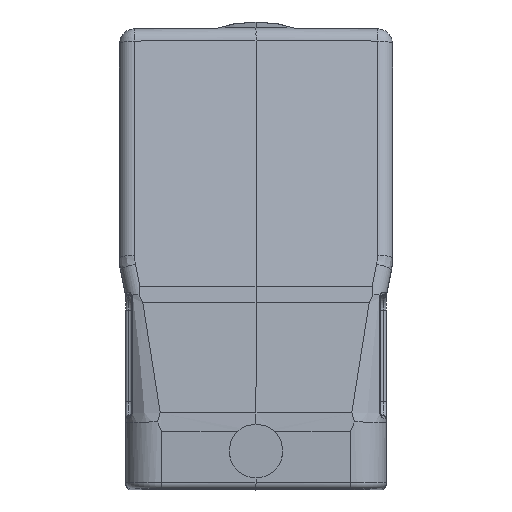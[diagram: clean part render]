
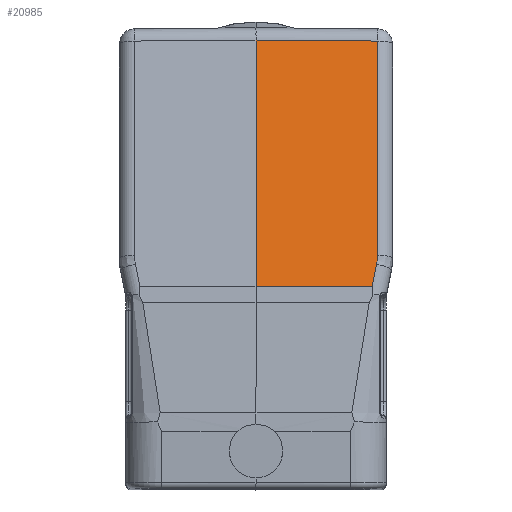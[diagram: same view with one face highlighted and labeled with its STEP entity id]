
A CAD part, top view. The second image highlights one B-rep face of the part: STEP entity #20985.
In plain terms, the highlighted planar face has unit normal (0.009, 0.19, 0.982).
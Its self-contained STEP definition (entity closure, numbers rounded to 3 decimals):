
#4664=DIRECTION('',(1.,-0.009,-0.007));
#4665=VECTOR('',#4664,20.023);
#4666=CARTESIAN_POINT('',(0.,19.39,49.891));
#4667=LINE('',#4666,#4665);
#4668=CARTESIAN_POINT('',(20.022,-16.12,56.573));
#4669=CARTESIAN_POINT('',(20.022,-16.614,56.669));
#4670=CARTESIAN_POINT('',(19.973,-17.107,56.764));
#4671=CARTESIAN_POINT('',(19.876,-17.591,56.859));
#4673=DIRECTION('',(-0.193,-0.963,0.188));
#4674=VECTOR('',#4673,3.79);
#4675=CARTESIAN_POINT('',(19.876,-17.591,56.859));
#4676=LINE('',#4675,#4674);
#4677=DIRECTION('',(-1.,0.,0.009));
#4678=VECTOR('',#4677,19.147);
#4679=CARTESIAN_POINT('',(19.146,-21.241,57.57));
#4680=LINE('',#4679,#4678);
#4698=DIRECTION('',(0.,-0.982,0.19));
#4699=VECTOR('',#4698,41.382);
#4700=CARTESIAN_POINT('',(0.,19.39,49.891));
#4701=LINE('',#4700,#4699);
#5463=DIRECTION('',(0.,0.982,-0.19));
#5464=VECTOR('',#5463,35.988);
#5465=CARTESIAN_POINT('',(20.022,-16.12,56.573));
#5466=LINE('',#5465,#5464);
#10139=CARTESIAN_POINT('',(19.876,-17.591,
56.859));
#10140=CARTESIAN_POINT('',(19.146,-21.241,
57.57));
#10141=VERTEX_POINT('',#10139);
#10142=VERTEX_POINT('',#10140);
#10144=CARTESIAN_POINT('',(0.,19.39,
49.891));
#10145=CARTESIAN_POINT('',(0.,-21.241,
57.74));
#10146=VERTEX_POINT('',#10144);
#10147=VERTEX_POINT('',#10145);
#10148=CARTESIAN_POINT('',(20.022,19.215,49.747));
#10149=VERTEX_POINT('',#10148);
#10150=CARTESIAN_POINT('',(20.022,-16.12,
56.573));
#10151=VERTEX_POINT('',#10150);
#20967=CARTESIAN_POINT('',(0.,-22.585,58.));
#20968=DIRECTION('',(0.009,0.19,0.982));
#20969=DIRECTION('',(0.,-0.982,0.19));
#20970=AXIS2_PLACEMENT_3D('',#20967,#20968,#20969);
#20971=PLANE('',#20970);
#20973=ORIENTED_EDGE('',*,*,#20972,.F.);
#20975=ORIENTED_EDGE('',*,*,#20974,.T.);
#20977=ORIENTED_EDGE('',*,*,#20976,.F.);
#20979=ORIENTED_EDGE('',*,*,#20978,.T.);
#20980=ORIENTED_EDGE('',*,*,#20952,.T.);
#20982=ORIENTED_EDGE('',*,*,#20981,.T.);
#20983=EDGE_LOOP('',(#20973,#20975,#20977,#20979,#20980,#20982));
#20984=FACE_OUTER_BOUND('',#20983,.F.);
#4672=B_SPLINE_CURVE_WITH_KNOTS('',3,(#4668,#4669,#4670,#4671),.UNSPECIFIED.,
.F.,.F.,(4,4),(0.,1.),.UNSPECIFIED.);
#20952=EDGE_CURVE('',#10141,#10142,#4676,.T.);
#20972=EDGE_CURVE('',#10146,#10147,#4701,.T.);
#20974=EDGE_CURVE('',#10146,#10149,#4667,.T.);
#20976=EDGE_CURVE('',#10151,#10149,#5466,.T.);
#20978=EDGE_CURVE('',#10151,#10141,#4672,.T.);
#20981=EDGE_CURVE('',#10142,#10147,#4680,.T.);
#20985=ADVANCED_FACE('',(#20984),#20971,.T.);
